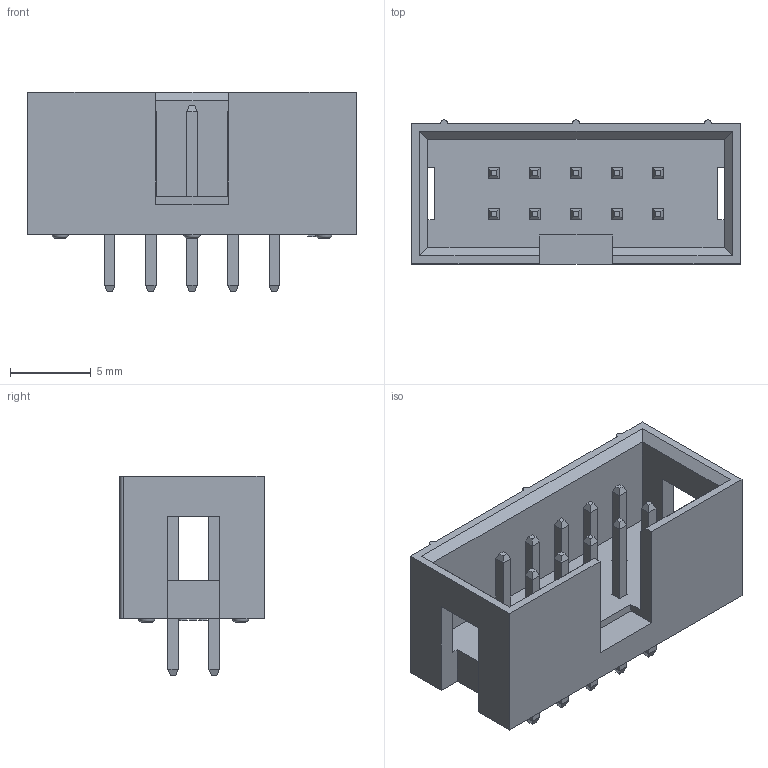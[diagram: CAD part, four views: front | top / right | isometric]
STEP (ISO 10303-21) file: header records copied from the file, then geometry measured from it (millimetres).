
FILE_DESCRIPTION(/* description */ (''),/* implementation_level */ '2;1');
FILE_NAME(/* name */ 'CN3.step',/* time_stamp */ '2022-10-03T13:20:34+08:00',/* author */ (''),/* organization */ (''),/* preprocessor_version */ 'ST-DEVELOPER v19',/* originating_system */ 'Autodesk Translation Framework v11.7.0.108',/* authorisation */ '');
FILE_SCHEMA (('AUTOMOTIVE_DESIGN { 1 0 10303 214 3 1 1 }'));
Length unit declared in the file: millimetre
Products named in the file (3): CN3; CONN-TH_X9555WV-2-05-PTV01; COMPOUND (2)
Assembly tree (2 placements, depth 3):
  CN3
    CONN-TH_X9555WV-2-05-PTV01
      COMPOUND (2)
Bounding box: 20.3 x 8.9 x 12.3 mm (x, y, z)
Volume: 711.5 mm3; surface area: 1459 mm2
Topology: 11 solids, 11 shells, 369 faces, 890 edges, 552 vertices
Faces by surface type: plane 360, torus 6, cylinder 3
Entity records: 10870 total; most frequent: CARTESIAN_POINT 1816, ORIENTED_EDGE 1780, DIRECTION 1662, EDGE_CURVE 890, LINE 866, VECTOR 866, VERTEX_POINT 552, EDGE_LOOP 402
